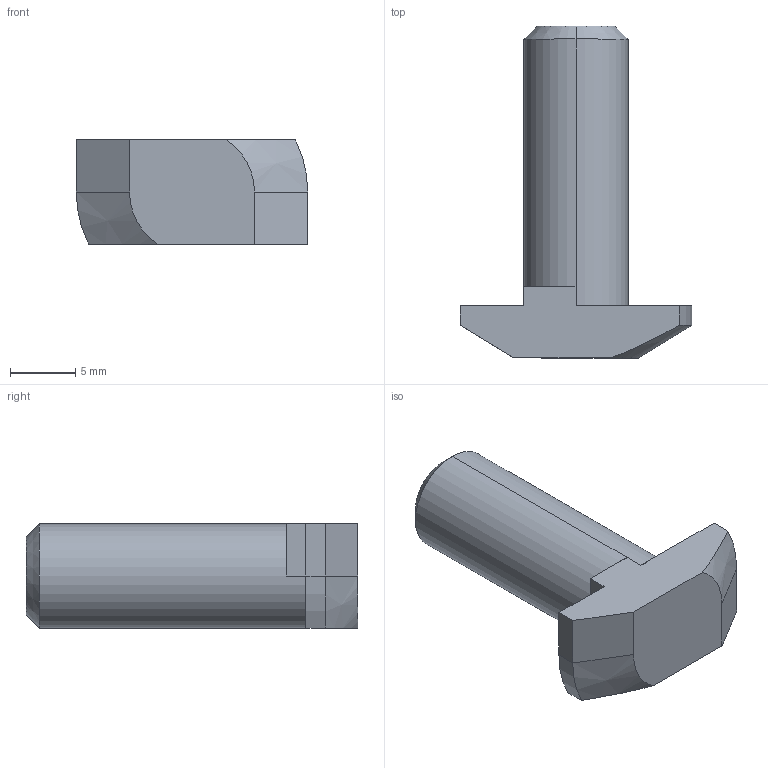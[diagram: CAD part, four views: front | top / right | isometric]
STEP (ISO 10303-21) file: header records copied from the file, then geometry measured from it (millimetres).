
FILE_DESCRIPTION (( 'STEP AP203' ), '1' );
FILE_NAME ('ALF-TB8Ì8-20.step', '2024-08-08T14:03:28', ( '' ), ( '' ), 'SwSTEP 2.0', 'SolidWorks 2022', '' );
FILE_SCHEMA (( 'CONFIG_CONTROL_DESIGN' ));
Length unit declared in the file: millimetre
Products named in the file (1): ALF-TB8М8-20
Bounding box: 17.8 x 25.5 x 8 mm (x, y, z)
Volume: 1554.8 mm3; surface area: 957.7 mm2
Topology: 1 solids, 1 shells, 22 faces, 54 edges, 34 vertices
Faces by surface type: plane 14, cone 4, cylinder 4
Entity records: 731 total; most frequent: CARTESIAN_POINT 125, DIRECTION 112, ORIENTED_EDGE 108, EDGE_CURVE 54, VECTOR 38, LINE 38, AXIS2_PLACEMENT_3D 37, VERTEX_POINT 34
